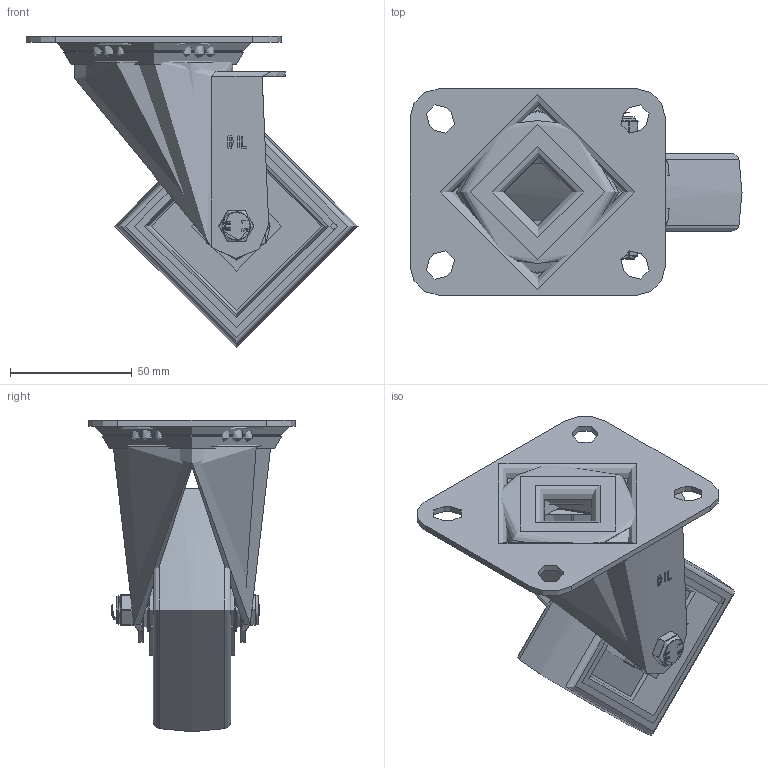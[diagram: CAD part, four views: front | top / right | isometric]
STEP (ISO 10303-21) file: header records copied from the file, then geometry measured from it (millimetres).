
FILE_DESCRIPTION(/* description */ ('','CAx-IF Rec.Pracs.---Representation and Presentation of Product Manufacturing Information (PMI)---4.0---2014-10-13'),/* implementation_level */ '2;1');
FILE_NAME(/* name */ 'BZMM100GRECBJ.step',/* time_stamp */ '2025-01-06T14:56:40Z',/* author */ (''),/* organization */ (''),/* preprocessor_version */ 'ST-DEVELOPER v20',/* originating_system */ 'Autodesk Translation Framework v13.20.0.188',/* authorisation */ '');
FILE_SCHEMA (('AP242_MANAGED_MODEL_BASED_3D_ENGINEERING_MIM_LF { 1 0 10303 442 1 1 4 }'));
Length unit declared in the file: millimetre
Products named in the file (32): BZMM100GRECBJ; BZMM100AS - 2 v2; ZINC PLATED, PRESSED STEEL TOP PLATE; ZINC PLATED, PRESSED STEEL TOP PLATE Geometry; BALL BEARINGS; Component1; BEARING SEAL; ZINC PLATED, PRESSED STEEL FORKS; BZM100WGRECBJM10 v1; POLYPROPYLENE RIM; GREY ELECTRICALLY CONDUCTIVE RUBBER TYRE; GREY ELECTRICALLY CONDUCTIVE RUBBER TYRE Geometry; EC SPOT; BEARING; Pattern; BEARING (1); Pattern (1); Component4; INSIDE; OUTTER; TUBEM10X37 v1; ZINC PLATED AXLE TUBE; WM10X15X2 v1; ZINC PLATED WASHER; WM10X15X2 v1 (1); ZINC PLATED WASHER (1); HEXBOLTM8X55Z8.8 v2; GRADE 8.8 ZINC PLATED BOLT; NYLOCM8Z v1; NYLOC NUT; NUT; RUBBER
Assembly tree (69 placements, depth 5):
  BZMM100GRECBJ
    BZMM100AS - 2 v2
      ZINC PLATED, PRESSED STEEL TOP PLATE
        ZINC PLATED, PRESSED STEEL TOP PLATE Geometry
        BALL BEARINGS
          Component1  x24
      BEARING SEAL
      ZINC PLATED, PRESSED STEEL FORKS
    BZM100WGRECBJM10 v1
      POLYPROPYLENE RIM
      GREY ELECTRICALLY CONDUCTIVE RUBBER TYRE
        GREY ELECTRICALLY CONDUCTIVE RUBBER TYRE Geometry
        EC SPOT
      BEARING
        INSIDE
        OUTTER
        Pattern
          Component4  x7
      BEARING (1)
        Pattern (1)
          Component4  x7
        INSIDE
        OUTTER
    TUBEM10X37 v1
      ZINC PLATED AXLE TUBE
    WM10X15X2 v1
      ZINC PLATED WASHER
    WM10X15X2 v1 (1)
      ZINC PLATED WASHER (1)
    HEXBOLTM8X55Z8.8 v2
      GRADE 8.8 ZINC PLATED BOLT
    NYLOCM8Z v1
      NYLOC NUT
        NUT
        RUBBER
Bounding box: 136.5 x 85 x 128 mm (x, y, z)
Volume: 213151.2 mm3; surface area: 116878.8 mm2
Topology: 54 solids, 54 shells, 451 faces, 1065 edges, 670 vertices
Faces by surface type: cylinder 155, plane 142, sphere 62, torus 44, bspline 39, cone 9
Full cylindrical faces by diameter (mm): 0.664 x2, 3 x2, 6.446 x7, 7.866 x13, 8 x3, 8.2 x1, 8.25 x2, 8.6 x2, 10 x1, 10.1 x2, 10.25 x2, 11.5 x1, 12.1 x1, 15 x2, 17.5 x2, 18 x4, 18.601 x1, 25.5 x2, 27.5 x1, 28 x4, 31.5 x1, 37 x2, 48 x2, 61 x1, 65 x1, 83.5 x2
Entity records: 18131 total; most frequent: CARTESIAN_POINT 8248, DIRECTION 1964, ORIENTED_EDGE 1806, EDGE_CURVE 903, AXIS2_PLACEMENT_3D 787, VERTEX_POINT 570, EDGE_LOOP 457, FACE_OUTER_BOUND 393
